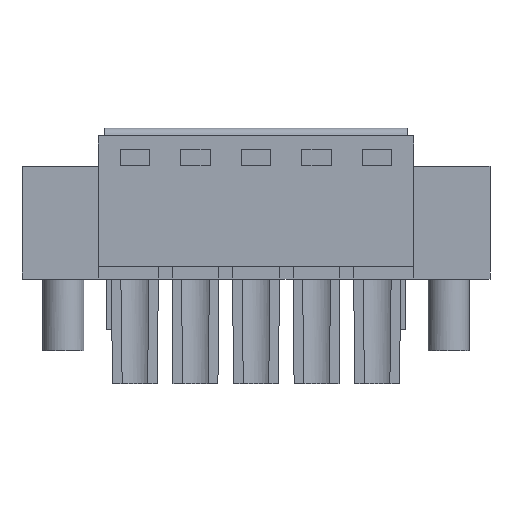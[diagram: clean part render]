
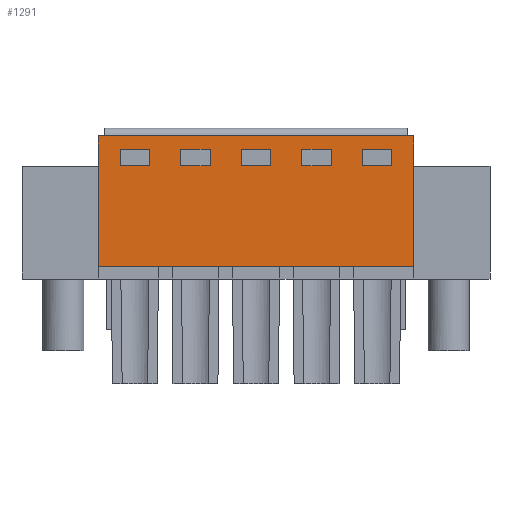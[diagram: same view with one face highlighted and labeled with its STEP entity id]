
A CAD part, front view. The second image highlights one B-rep face of the part: STEP entity #1291.
In plain terms, the highlighted planar face has unit normal (0, -1, 0).
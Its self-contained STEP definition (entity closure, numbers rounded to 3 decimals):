
#1108=AXIS2_PLACEMENT_3D('Plane Axis2P3D',#1105,#1106,#1107) ;
#216=CARTESIAN_POINT('Vertex',(24.64,0.,7.4)) ;
#219=CARTESIAN_POINT('Line Origine',(14.72,0.,7.4)) ;
#223=CARTESIAN_POINT('Vertex',(4.8,0.,7.4)) ;
#290=CARTESIAN_POINT('Line Origine',(4.8,0.,11.5)) ;
#294=CARTESIAN_POINT('Vertex',(4.8,0.,15.6)) ;
#1081=CARTESIAN_POINT('Vertex',(24.64,0.,15.6)) ;
#1084=CARTESIAN_POINT('Line Origine',(24.64,0.,11.5)) ;
#1105=CARTESIAN_POINT('Axis2P3D Location',(9.005,0.,15.6)) ;
#1110=CARTESIAN_POINT('Line Origine',(14.72,0.,15.6)) ;
#1121=CARTESIAN_POINT('Line Origine',(8.025,0.,14.255)) ;
#1125=CARTESIAN_POINT('Vertex',(8.025,0.,13.73)) ;
#1127=CARTESIAN_POINT('Vertex',(8.025,0.,14.78)) ;
#1130=CARTESIAN_POINT('Line Origine',(7.1,0.,13.73)) ;
#1134=CARTESIAN_POINT('Vertex',(6.175,0.,13.73)) ;
#1137=CARTESIAN_POINT('Line Origine',(6.175,0.,14.255)) ;
#1141=CARTESIAN_POINT('Vertex',(6.175,0.,14.78)) ;
#1144=CARTESIAN_POINT('Line Origine',(7.1,0.,14.78)) ;
#1155=CARTESIAN_POINT('Line Origine',(14.72,0.,14.78)) ;
#1159=CARTESIAN_POINT('Vertex',(15.645,0.,14.78)) ;
#1161=CARTESIAN_POINT('Vertex',(13.795,0.,14.78)) ;
#1164=CARTESIAN_POINT('Line Origine',(15.645,0.,14.255)) ;
#1168=CARTESIAN_POINT('Vertex',(15.645,0.,13.73)) ;
#1171=CARTESIAN_POINT('Line Origine',(14.72,0.,13.73)) ;
#1175=CARTESIAN_POINT('Vertex',(13.795,0.,13.73)) ;
#1178=CARTESIAN_POINT('Line Origine',(13.795,0.,14.255)) ;
#1189=CARTESIAN_POINT('Line Origine',(10.91,0.,14.78)) ;
#1193=CARTESIAN_POINT('Vertex',(11.835,0.,14.78)) ;
#1195=CARTESIAN_POINT('Vertex',(9.985,0.,14.78)) ;
#1198=CARTESIAN_POINT('Line Origine',(11.835,0.,14.255)) ;
#1202=CARTESIAN_POINT('Vertex',(11.835,0.,13.73)) ;
#1205=CARTESIAN_POINT('Line Origine',(10.91,0.,13.73)) ;
#1209=CARTESIAN_POINT('Vertex',(9.985,0.,13.73)) ;
#1212=CARTESIAN_POINT('Line Origine',(9.985,0.,14.255)) ;
#1223=CARTESIAN_POINT('Line Origine',(17.605,0.,14.255)) ;
#1227=CARTESIAN_POINT('Vertex',(17.605,0.,14.78)) ;
#1229=CARTESIAN_POINT('Vertex',(17.605,0.,13.73)) ;
#1232=CARTESIAN_POINT('Line Origine',(18.53,0.,14.78)) ;
#1236=CARTESIAN_POINT('Vertex',(19.455,0.,14.78)) ;
#1239=CARTESIAN_POINT('Line Origine',(19.455,0.,14.255)) ;
#1243=CARTESIAN_POINT('Vertex',(19.455,0.,13.73)) ;
#1246=CARTESIAN_POINT('Line Origine',(18.53,0.,13.73)) ;
#1257=CARTESIAN_POINT('Line Origine',(23.265,0.,14.255)) ;
#1261=CARTESIAN_POINT('Vertex',(23.265,0.,13.73)) ;
#1263=CARTESIAN_POINT('Vertex',(23.265,0.,14.78)) ;
#1266=CARTESIAN_POINT('Line Origine',(22.34,0.,13.73)) ;
#1270=CARTESIAN_POINT('Vertex',(21.415,0.,13.73)) ;
#1273=CARTESIAN_POINT('Line Origine',(21.415,0.,14.255)) ;
#1277=CARTESIAN_POINT('Vertex',(21.415,0.,14.78)) ;
#1280=CARTESIAN_POINT('Line Origine',(22.34,0.,14.78)) ;
#220=DIRECTION('Vector Direction',(-1.,0.,0.)) ;
#291=DIRECTION('Vector Direction',(0.,0.,1.)) ;
#1085=DIRECTION('Vector Direction',(0.,0.,1.)) ;
#1106=DIRECTION('Axis2P3D Direction',(0.,-1.,0.)) ;
#1107=DIRECTION('Axis2P3D XDirection',(0.,0.,-1.)) ;
#1111=DIRECTION('Vector Direction',(-1.,0.,0.)) ;
#1122=DIRECTION('Vector Direction',(0.,0.,1.)) ;
#1131=DIRECTION('Vector Direction',(1.,0.,0.)) ;
#1138=DIRECTION('Vector Direction',(0.,0.,-1.)) ;
#1145=DIRECTION('Vector Direction',(-1.,0.,0.)) ;
#1156=DIRECTION('Vector Direction',(-1.,0.,0.)) ;
#1165=DIRECTION('Vector Direction',(0.,0.,1.)) ;
#1172=DIRECTION('Vector Direction',(1.,0.,0.)) ;
#1179=DIRECTION('Vector Direction',(0.,0.,-1.)) ;
#1190=DIRECTION('Vector Direction',(-1.,0.,0.)) ;
#1199=DIRECTION('Vector Direction',(0.,0.,1.)) ;
#1206=DIRECTION('Vector Direction',(1.,0.,0.)) ;
#1213=DIRECTION('Vector Direction',(0.,0.,-1.)) ;
#1224=DIRECTION('Vector Direction',(0.,0.,-1.)) ;
#1233=DIRECTION('Vector Direction',(-1.,0.,0.)) ;
#1240=DIRECTION('Vector Direction',(0.,0.,1.)) ;
#1247=DIRECTION('Vector Direction',(1.,0.,0.)) ;
#1258=DIRECTION('Vector Direction',(0.,0.,1.)) ;
#1267=DIRECTION('Vector Direction',(1.,0.,0.)) ;
#1274=DIRECTION('Vector Direction',(0.,0.,-1.)) ;
#1281=DIRECTION('Vector Direction',(-1.,0.,0.)) ;
#221=VECTOR('Line Direction',#220,1.) ;
#292=VECTOR('Line Direction',#291,1.) ;
#1086=VECTOR('Line Direction',#1085,1.) ;
#1112=VECTOR('Line Direction',#1111,1.) ;
#1123=VECTOR('Line Direction',#1122,1.) ;
#1132=VECTOR('Line Direction',#1131,1.) ;
#1139=VECTOR('Line Direction',#1138,1.) ;
#1146=VECTOR('Line Direction',#1145,1.) ;
#1157=VECTOR('Line Direction',#1156,1.) ;
#1166=VECTOR('Line Direction',#1165,1.) ;
#1173=VECTOR('Line Direction',#1172,1.) ;
#1180=VECTOR('Line Direction',#1179,1.) ;
#1191=VECTOR('Line Direction',#1190,1.) ;
#1200=VECTOR('Line Direction',#1199,1.) ;
#1207=VECTOR('Line Direction',#1206,1.) ;
#1214=VECTOR('Line Direction',#1213,1.) ;
#1225=VECTOR('Line Direction',#1224,1.) ;
#1234=VECTOR('Line Direction',#1233,1.) ;
#1241=VECTOR('Line Direction',#1240,1.) ;
#1248=VECTOR('Line Direction',#1247,1.) ;
#1259=VECTOR('Line Direction',#1258,1.) ;
#1268=VECTOR('Line Direction',#1267,1.) ;
#1275=VECTOR('Line Direction',#1274,1.) ;
#1282=VECTOR('Line Direction',#1281,1.) ;
#1116=ORIENTED_EDGE('',*,*,#296,.F.) ;
#1117=ORIENTED_EDGE('',*,*,#225,.F.) ;
#1118=ORIENTED_EDGE('',*,*,#1088,.T.) ;
#1119=ORIENTED_EDGE('',*,*,#1114,.F.) ;
#1150=ORIENTED_EDGE('',*,*,#1129,.F.) ;
#1151=ORIENTED_EDGE('',*,*,#1136,.F.) ;
#1152=ORIENTED_EDGE('',*,*,#1143,.F.) ;
#1153=ORIENTED_EDGE('',*,*,#1148,.F.) ;
#1184=ORIENTED_EDGE('',*,*,#1163,.F.) ;
#1185=ORIENTED_EDGE('',*,*,#1170,.F.) ;
#1186=ORIENTED_EDGE('',*,*,#1177,.F.) ;
#1187=ORIENTED_EDGE('',*,*,#1182,.F.) ;
#1218=ORIENTED_EDGE('',*,*,#1197,.F.) ;
#1219=ORIENTED_EDGE('',*,*,#1204,.F.) ;
#1220=ORIENTED_EDGE('',*,*,#1211,.F.) ;
#1221=ORIENTED_EDGE('',*,*,#1216,.F.) ;
#1252=ORIENTED_EDGE('',*,*,#1231,.F.) ;
#1253=ORIENTED_EDGE('',*,*,#1238,.F.) ;
#1254=ORIENTED_EDGE('',*,*,#1245,.F.) ;
#1255=ORIENTED_EDGE('',*,*,#1250,.F.) ;
#1286=ORIENTED_EDGE('',*,*,#1265,.F.) ;
#1287=ORIENTED_EDGE('',*,*,#1272,.F.) ;
#1288=ORIENTED_EDGE('',*,*,#1279,.F.) ;
#1289=ORIENTED_EDGE('',*,*,#1284,.F.) ;
#1154=FACE_BOUND('',#1149,.T.) ;
#1188=FACE_BOUND('',#1183,.T.) ;
#1222=FACE_BOUND('',#1217,.T.) ;
#1256=FACE_BOUND('',#1251,.T.) ;
#1290=FACE_BOUND('',#1285,.T.) ;
#1291=ADVANCED_FACE('HOUSING',(#1120,#1154,#1188,#1222,#1256,#1290),#1109,.T.) ;
#225=EDGE_CURVE('',#217,#224,#222,.T.) ;
#296=EDGE_CURVE('',#224,#295,#293,.T.) ;
#1088=EDGE_CURVE('',#217,#1082,#1087,.T.) ;
#1114=EDGE_CURVE('',#295,#1082,#1113,.F.) ;
#1129=EDGE_CURVE('',#1126,#1128,#1124,.T.) ;
#1136=EDGE_CURVE('',#1135,#1126,#1133,.T.) ;
#1143=EDGE_CURVE('',#1142,#1135,#1140,.T.) ;
#1148=EDGE_CURVE('',#1128,#1142,#1147,.T.) ;
#1163=EDGE_CURVE('',#1160,#1162,#1158,.T.) ;
#1170=EDGE_CURVE('',#1169,#1160,#1167,.T.) ;
#1177=EDGE_CURVE('',#1176,#1169,#1174,.T.) ;
#1182=EDGE_CURVE('',#1162,#1176,#1181,.T.) ;
#1197=EDGE_CURVE('',#1194,#1196,#1192,.T.) ;
#1204=EDGE_CURVE('',#1203,#1194,#1201,.T.) ;
#1211=EDGE_CURVE('',#1210,#1203,#1208,.T.) ;
#1216=EDGE_CURVE('',#1196,#1210,#1215,.T.) ;
#1231=EDGE_CURVE('',#1228,#1230,#1226,.T.) ;
#1238=EDGE_CURVE('',#1237,#1228,#1235,.T.) ;
#1245=EDGE_CURVE('',#1244,#1237,#1242,.T.) ;
#1250=EDGE_CURVE('',#1230,#1244,#1249,.T.) ;
#1265=EDGE_CURVE('',#1262,#1264,#1260,.T.) ;
#1272=EDGE_CURVE('',#1271,#1262,#1269,.T.) ;
#1279=EDGE_CURVE('',#1278,#1271,#1276,.T.) ;
#1284=EDGE_CURVE('',#1264,#1278,#1283,.T.) ;
#1115=EDGE_LOOP('',(#1116,#1117,#1118,#1119)) ;
#1149=EDGE_LOOP('',(#1150,#1151,#1152,#1153)) ;
#1183=EDGE_LOOP('',(#1184,#1185,#1186,#1187)) ;
#1217=EDGE_LOOP('',(#1218,#1219,#1220,#1221)) ;
#1251=EDGE_LOOP('',(#1252,#1253,#1254,#1255)) ;
#1285=EDGE_LOOP('',(#1286,#1287,#1288,#1289)) ;
#1120=FACE_OUTER_BOUND('',#1115,.T.) ;
#222=LINE('Line',#219,#221) ;
#293=LINE('Line',#290,#292) ;
#1087=LINE('Line',#1084,#1086) ;
#1113=LINE('Line',#1110,#1112) ;
#1124=LINE('Line',#1121,#1123) ;
#1133=LINE('Line',#1130,#1132) ;
#1140=LINE('Line',#1137,#1139) ;
#1147=LINE('Line',#1144,#1146) ;
#1158=LINE('Line',#1155,#1157) ;
#1167=LINE('Line',#1164,#1166) ;
#1174=LINE('Line',#1171,#1173) ;
#1181=LINE('Line',#1178,#1180) ;
#1192=LINE('Line',#1189,#1191) ;
#1201=LINE('Line',#1198,#1200) ;
#1208=LINE('Line',#1205,#1207) ;
#1215=LINE('Line',#1212,#1214) ;
#1226=LINE('Line',#1223,#1225) ;
#1235=LINE('Line',#1232,#1234) ;
#1242=LINE('Line',#1239,#1241) ;
#1249=LINE('Line',#1246,#1248) ;
#1260=LINE('Line',#1257,#1259) ;
#1269=LINE('Line',#1266,#1268) ;
#1276=LINE('Line',#1273,#1275) ;
#1283=LINE('Line',#1280,#1282) ;
#1109=PLANE('',#1108) ;
#217=VERTEX_POINT('',#216) ;
#224=VERTEX_POINT('',#223) ;
#295=VERTEX_POINT('',#294) ;
#1082=VERTEX_POINT('',#1081) ;
#1126=VERTEX_POINT('',#1125) ;
#1128=VERTEX_POINT('',#1127) ;
#1135=VERTEX_POINT('',#1134) ;
#1142=VERTEX_POINT('',#1141) ;
#1160=VERTEX_POINT('',#1159) ;
#1162=VERTEX_POINT('',#1161) ;
#1169=VERTEX_POINT('',#1168) ;
#1176=VERTEX_POINT('',#1175) ;
#1194=VERTEX_POINT('',#1193) ;
#1196=VERTEX_POINT('',#1195) ;
#1203=VERTEX_POINT('',#1202) ;
#1210=VERTEX_POINT('',#1209) ;
#1228=VERTEX_POINT('',#1227) ;
#1230=VERTEX_POINT('',#1229) ;
#1237=VERTEX_POINT('',#1236) ;
#1244=VERTEX_POINT('',#1243) ;
#1262=VERTEX_POINT('',#1261) ;
#1264=VERTEX_POINT('',#1263) ;
#1271=VERTEX_POINT('',#1270) ;
#1278=VERTEX_POINT('',#1277) ;
